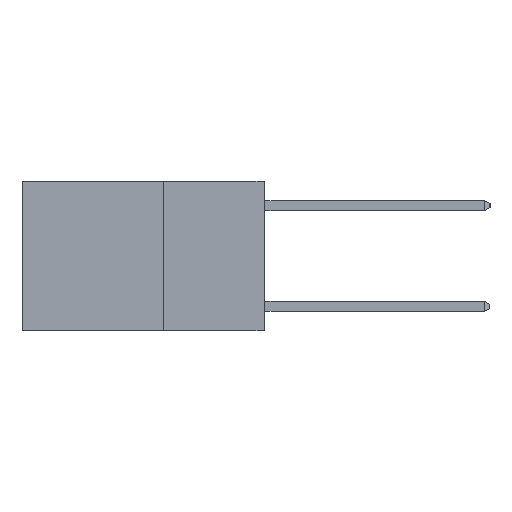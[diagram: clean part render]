
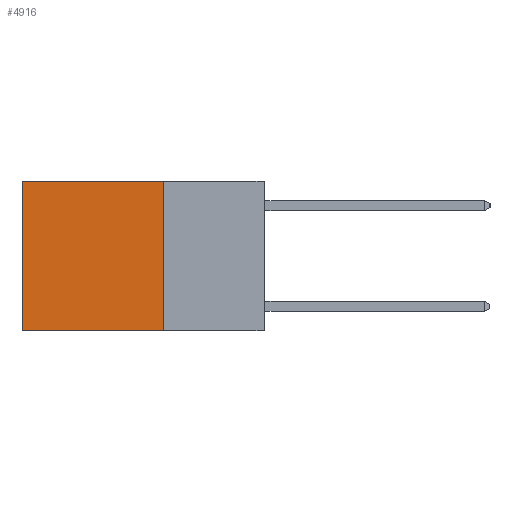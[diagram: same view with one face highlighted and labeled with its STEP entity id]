
A CAD part, left-side view. The second image highlights one B-rep face of the part: STEP entity #4916.
In plain terms, the highlighted planar face has unit normal (-1, 0, 0).
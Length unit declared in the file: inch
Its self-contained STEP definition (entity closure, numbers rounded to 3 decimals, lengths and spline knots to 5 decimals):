
#213 = VECTOR ( 'NONE', #9102, 39.37008 ) ;
#384 = CARTESIAN_POINT ( 'NONE',  ( 0.2625, 0.25, -0.37 ) ) ;
#520 = LINE ( 'NONE', #1484, #213 ) ;
#613 = VECTOR ( 'NONE', #11988, 39.37008 ) ;
#739 = CARTESIAN_POINT ( 'NONE',  ( 0.2625, 0.25, -0.37 ) ) ;
#750 = VERTEX_POINT ( 'NONE', #384 ) ;
#796 = PLANE ( 'NONE',  #9532 ) ;
#914 = CARTESIAN_POINT ( 'NONE',  ( 0.2625, 0.6, -0.37 ) ) ;
#1484 = CARTESIAN_POINT ( 'NONE',  ( 0.2625, 0.25, 0. ) ) ;
#1685 = EDGE_CURVE ( 'NONE', #750, #3627, #7407, .T. ) ;
#1707 = DIRECTION ( 'NONE',  ( 0., 1., 0. ) ) ;
#1849 = VERTEX_POINT ( 'NONE', #11394 ) ;
#2713 = CARTESIAN_POINT ( 'NONE',  ( 0.2625, 0.25, 0. ) ) ;
#2766 = VECTOR ( 'NONE', #5011, 39.37008 ) ;
#3627 = VERTEX_POINT ( 'NONE', #914 ) ;
#3829 = EDGE_CURVE ( 'NONE', #1849, #750, #10342, .T. ) ;
#4452 = CARTESIAN_POINT ( 'NONE',  ( 0.2625, 0.6, 0. ) ) ;
#4468 = CARTESIAN_POINT ( 'NONE',  ( 0.2625, 0.6, 0. ) ) ;
#4633 = DIRECTION ( 'NONE',  ( 0., 0., -1. ) ) ;
#4789 = VERTEX_POINT ( 'NONE', #4468 ) ;
#4916 = ADVANCED_FACE ( 'NONE', ( #5736 ), #796, .F. ) ;
#5011 = DIRECTION ( 'NONE',  ( 0., 0., -1. ) ) ;
#5736 = FACE_OUTER_BOUND ( 'NONE', #5778, .T. ) ;
#5778 = EDGE_LOOP ( 'NONE', ( #8497, #8544, #8837, #8878 ) ) ;
#5896 = EDGE_CURVE ( 'NONE', #4789, #3627, #8205, .T. ) ;
#7407 = LINE ( 'NONE', #739, #11817 ) ;
#8205 = LINE ( 'NONE', #4452, #613 ) ;
#8497 = ORIENTED_EDGE ( 'NONE', *, *, #5896, .T. ) ;
#8544 = ORIENTED_EDGE ( 'NONE', *, *, #1685, .F. ) ;
#8837 = ORIENTED_EDGE ( 'NONE', *, *, #3829, .F. ) ;
#8878 = ORIENTED_EDGE ( 'NONE', *, *, #11444, .T. ) ;
#9102 = DIRECTION ( 'NONE',  ( 0., 1., 0. ) ) ;
#9532 = AXIS2_PLACEMENT_3D ( 'NONE', #2713, #10311, #4633 ) ;
#10311 = DIRECTION ( 'NONE',  ( 1., 0., 0. ) ) ;
#10342 = LINE ( 'NONE', #11597, #2766 ) ;
#11394 = CARTESIAN_POINT ( 'NONE',  ( 0.2625, 0.25, 0. ) ) ;
#11444 = EDGE_CURVE ( 'NONE', #1849, #4789, #520, .T. ) ;
#11597 = CARTESIAN_POINT ( 'NONE',  ( 0.2625, 0.25, 0. ) ) ;
#11817 = VECTOR ( 'NONE', #1707, 39.37008 ) ;
#11988 = DIRECTION ( 'NONE',  ( 0., 0., -1. ) ) ;
